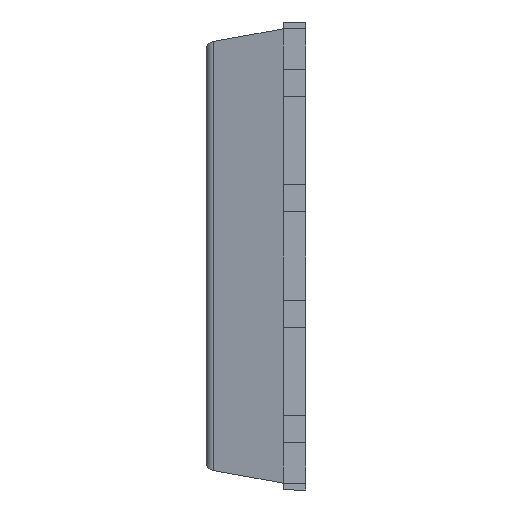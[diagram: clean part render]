
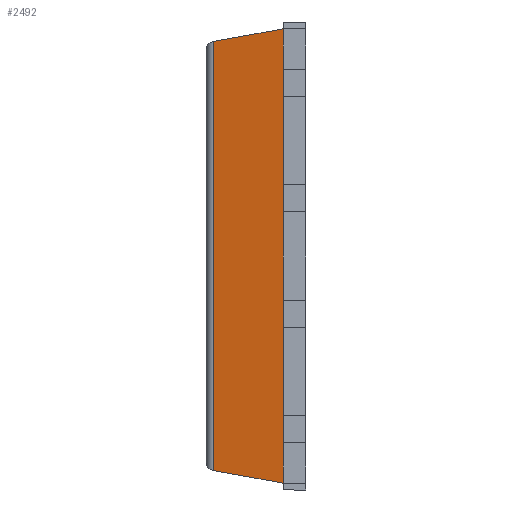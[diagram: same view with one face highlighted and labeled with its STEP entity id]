
A CAD part, left-side view. The second image highlights one B-rep face of the part: STEP entity #2492.
In plain terms, the highlighted planar face has unit normal (-0.984, 0.178, 0).
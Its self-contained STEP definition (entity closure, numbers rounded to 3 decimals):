
#139 = ORIENTED_EDGE ( 'NONE', *, *, #5048, .T. ) ;
#148 = VERTEX_POINT ( 'NONE', #4806 ) ;
#197 = EDGE_CURVE ( 'NONE', #4753, #2691, #3489, .T. ) ;
#208 = CARTESIAN_POINT ( 'NONE',  ( -2.861, 1.018, -2.361 ) ) ;
#338 = EDGE_CURVE ( 'NONE', #5619, #148, #2792, .T. ) ;
#409 = VERTEX_POINT ( 'NONE', #4800 ) ;
#421 = CARTESIAN_POINT ( 'NONE',  ( -2.861, 1.018, 0. ) ) ;
#485 = DIRECTION ( 'NONE',  ( 0., 0., 1. ) ) ;
#514 = CARTESIAN_POINT ( 'NONE',  ( -3., 0.25, -2.5 ) ) ;
#648 = DIRECTION ( 'NONE',  ( 0., 0., 1. ) ) ;
#649 = VECTOR ( 'NONE', #648, 1000. ) ;
#680 = CARTESIAN_POINT ( 'NONE',  ( -3., 0.25, 2.5 ) ) ;
#1067 = VECTOR ( 'NONE', #485, 1000. ) ;
#1077 = LINE ( 'NONE', #4805, #649 ) ;
#1131 = VECTOR ( 'NONE', #4719, 1000. ) ;
#1140 = LINE ( 'NONE', #3436, #1730 ) ;
#1205 = LINE ( 'NONE', #2226, #1516 ) ;
#1256 = ORIENTED_EDGE ( 'NONE', *, *, #5891, .T. ) ;
#1381 = LINE ( 'NONE', #3742, #1131 ) ;
#1431 = CARTESIAN_POINT ( 'NONE',  ( -3., 0.25, -5.04 ) ) ;
#1501 = ORIENTED_EDGE ( 'NONE', *, *, #2119, .T. ) ;
#1516 = VECTOR ( 'NONE', #5016, 1000. ) ;
#1569 = ORIENTED_EDGE ( 'NONE', *, *, #1916, .F. ) ;
#1599 = VECTOR ( 'NONE', #2365, 1000. ) ;
#1604 = ORIENTED_EDGE ( 'NONE', *, *, #338, .F. ) ;
#1660 = ORIENTED_EDGE ( 'NONE', *, *, #197, .T. ) ;
#1673 = DIRECTION ( 'NONE',  ( 0., 0., 1. ) ) ;
#1730 = VECTOR ( 'NONE', #2991, 1000. ) ;
#1813 = EDGE_CURVE ( 'NONE', #5493, #3618, #1140, .T. ) ;
#1814 = DIRECTION ( 'NONE',  ( 0., 0., 1. ) ) ;
#1916 = EDGE_CURVE ( 'NONE', #148, #3618, #5916, .T. ) ;
#2119 = EDGE_CURVE ( 'NONE', #4066, #4753, #3796, .T. ) ;
#2226 = CARTESIAN_POINT ( 'NONE',  ( -3., 0.25, -3.77 ) ) ;
#2268 = DIRECTION ( 'NONE',  ( -0.984, 0.178, 0. ) ) ;
#2365 = DIRECTION ( 'NONE',  ( 0., 0., 1. ) ) ;
#2433 = VECTOR ( 'NONE', #1814, 1000. ) ;
#2492 = ADVANCED_FACE ( 'NONE', ( #3186 ), #5028, .T. ) ;
#2662 = CARTESIAN_POINT ( 'NONE',  ( -3., 0.25, -2.5 ) ) ;
#2691 = VERTEX_POINT ( 'NONE', #4385 ) ;
#2732 = CARTESIAN_POINT ( 'NONE',  ( -3., 0.25, -2.5 ) ) ;
#2792 = LINE ( 'NONE', #421, #2433 ) ;
#2796 = LINE ( 'NONE', #4638, #5478 ) ;
#2826 = EDGE_CURVE ( 'NONE', #5665, #4066, #5965, .T. ) ;
#2827 = LINE ( 'NONE', #514, #1599 ) ;
#2828 = DIRECTION ( 'NONE',  ( 0., 0., 1. ) ) ;
#2991 = DIRECTION ( 'NONE',  ( 0., 0., 1. ) ) ;
#3020 = ORIENTED_EDGE ( 'NONE', *, *, #1813, .T. ) ;
#3037 = CARTESIAN_POINT ( 'NONE',  ( -3., 0.25, -2.5 ) ) ;
#3135 = ORIENTED_EDGE ( 'NONE', *, *, #3972, .T. ) ;
#3186 = FACE_OUTER_BOUND ( 'NONE', #4224, .T. ) ;
#3314 = VECTOR ( 'NONE', #1673, 1000. ) ;
#3341 = CARTESIAN_POINT ( 'NONE',  ( -3., 0.25, -6.31 ) ) ;
#3436 = CARTESIAN_POINT ( 'NONE',  ( -3., 0.25, -2.5 ) ) ;
#3489 = LINE ( 'NONE', #3037, #3314 ) ;
#3608 = CARTESIAN_POINT ( 'NONE',  ( -2.861, 1.018, 2.361 ) ) ;
#3618 = VERTEX_POINT ( 'NONE', #680 ) ;
#3628 = VERTEX_POINT ( 'NONE', #4840 ) ;
#3689 = DIRECTION ( 'NONE',  ( 0., 0., 1. ) ) ;
#3711 = AXIS2_PLACEMENT_3D ( 'NONE', #2732, #2268, #4115 ) ;
#3742 = CARTESIAN_POINT ( 'NONE',  ( -2.861, 1.018, -2.361 ) ) ;
#3796 = LINE ( 'NONE', #1431, #1067 ) ;
#3972 = EDGE_CURVE ( 'NONE', #409, #3628, #2827, .T. ) ;
#4061 = DIRECTION ( 'NONE',  ( -0.175, -0.969, 0.175 ) ) ;
#4066 = VERTEX_POINT ( 'NONE', #5769 ) ;
#4115 = DIRECTION ( 'NONE',  ( -0.178, -0.984, 0. ) ) ;
#4213 = LINE ( 'NONE', #3341, #4400 ) ;
#4224 = EDGE_LOOP ( 'NONE', ( #1256, #4337, #5037, #1501, #1660, #139, #3135, #4330, #3020, #1569, #1604, #4585 ) ) ;
#4330 = ORIENTED_EDGE ( 'NONE', *, *, #5801, .T. ) ;
#4337 = ORIENTED_EDGE ( 'NONE', *, *, #4382, .T. ) ;
#4382 = EDGE_CURVE ( 'NONE', #4577, #5665, #4213, .T. ) ;
#4385 = CARTESIAN_POINT ( 'NONE',  ( -3., 0.25, 0.485 ) ) ;
#4400 = VECTOR ( 'NONE', #3689, 1000. ) ;
#4487 = VECTOR ( 'NONE', #4504, 1000. ) ;
#4504 = DIRECTION ( 'NONE',  ( 0., 0., 1. ) ) ;
#4520 = CARTESIAN_POINT ( 'NONE',  ( -3., 0.25, -1.755 ) ) ;
#4577 = VERTEX_POINT ( 'NONE', #5476 ) ;
#4585 = ORIENTED_EDGE ( 'NONE', *, *, #5160, .T. ) ;
#4638 = CARTESIAN_POINT ( 'NONE',  ( -3., 0.25, -2.5 ) ) ;
#4719 = DIRECTION ( 'NONE',  ( -0.175, -0.969, -0.175 ) ) ;
#4753 = VERTEX_POINT ( 'NONE', #5088 ) ;
#4800 = CARTESIAN_POINT ( 'NONE',  ( -3., 0.25, 0.785 ) ) ;
#4805 = CARTESIAN_POINT ( 'NONE',  ( -3., 0.25, -2.5 ) ) ;
#4806 = CARTESIAN_POINT ( 'NONE',  ( -2.861, 1.018, 2.361 ) ) ;
#4840 = CARTESIAN_POINT ( 'NONE',  ( -3., 0.25, 1.755 ) ) ;
#4905 = VERTEX_POINT ( 'NONE', #4929 ) ;
#4929 = CARTESIAN_POINT ( 'NONE',  ( -3., 0.25, -2.5 ) ) ;
#5016 = DIRECTION ( 'NONE',  ( 0., 0., 1. ) ) ;
#5028 = PLANE ( 'NONE',  #3711 ) ;
#5037 = ORIENTED_EDGE ( 'NONE', *, *, #2826, .T. ) ;
#5048 = EDGE_CURVE ( 'NONE', #2691, #409, #1205, .T. ) ;
#5088 = CARTESIAN_POINT ( 'NONE',  ( -3., 0.25, -0.485 ) ) ;
#5160 = EDGE_CURVE ( 'NONE', #5619, #4905, #1381, .T. ) ;
#5350 = CARTESIAN_POINT ( 'NONE',  ( -3., 0.25, 2.055 ) ) ;
#5476 = CARTESIAN_POINT ( 'NONE',  ( -3., 0.25, -2.055 ) ) ;
#5478 = VECTOR ( 'NONE', #2828, 1000. ) ;
#5493 = VERTEX_POINT ( 'NONE', #5350 ) ;
#5619 = VERTEX_POINT ( 'NONE', #208 ) ;
#5665 = VERTEX_POINT ( 'NONE', #4520 ) ;
#5769 = CARTESIAN_POINT ( 'NONE',  ( -3., 0.25, -0.785 ) ) ;
#5801 = EDGE_CURVE ( 'NONE', #3628, #5493, #2796, .T. ) ;
#5891 = EDGE_CURVE ( 'NONE', #4905, #4577, #1077, .T. ) ;
#5909 = VECTOR ( 'NONE', #4061, 1000. ) ;
#5916 = LINE ( 'NONE', #3608, #5909 ) ;
#5965 = LINE ( 'NONE', #2662, #4487 ) ;
